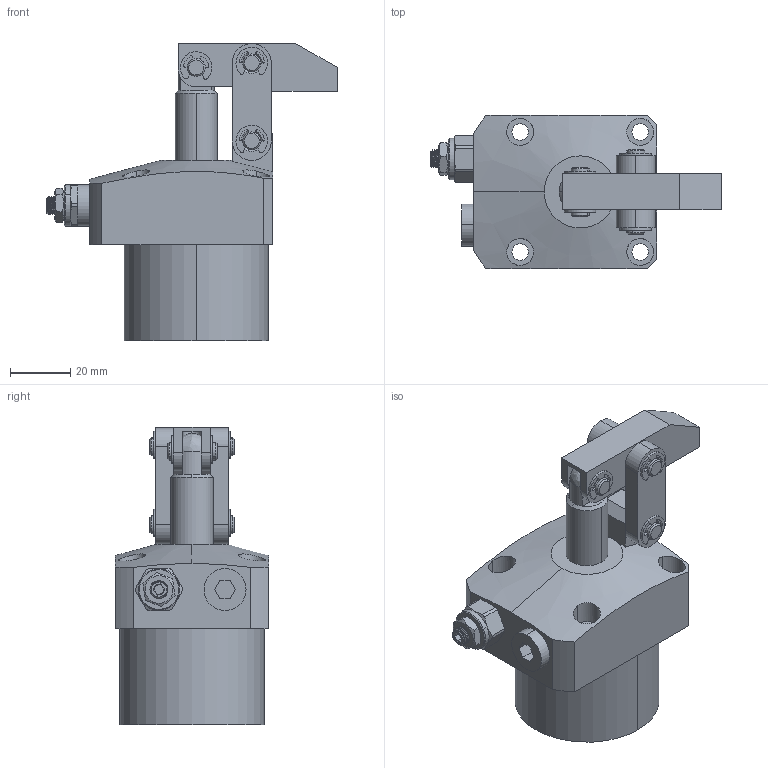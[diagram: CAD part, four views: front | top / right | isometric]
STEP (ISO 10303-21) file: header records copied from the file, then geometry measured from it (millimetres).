
FILE_DESCRIPTION (( 'STEP AP214' ), '1' );
FILE_NAME ('CLKA-048C油压杠杆缸三维图.STEP', '2021-04-16T06:51:09', ( 'PC' ), ( '' ), 'SwSTEP 2.0', 'SolidWorks 2016', '' );
FILE_SCHEMA (( 'AUTOMOTIVE_DESIGN' ));
Length unit declared in the file: millimetre
Products named in the file (10): CLKA-048G掛极; CZL10覃厒概22; 囀鞠褒黑芛郔陔1-8_2; 048活塞杆_1_1; 32GÏú2_2_1_2_1; 32GÏú1_2_1_2_1; 32G开口挡圈1_2_1_2_1; 32Gﾁｬｸﾋ_2_1_2_1; ﾑｹｱﾛ_3_1; CLKA-048C油压杠杆缸三维图
Assembly tree (16 placements, depth 2):
  CLKA-048C油压杠杆缸三维图
    ﾑｹｱﾛ_3_1
    32Gﾁｬｸﾋ_2_1_2_1  x2
    32G开口挡圈1_2_1_2_1  x6
    32GÏú1_2_1_2_1
    32GÏú2_2_1_2_1  x2
    048活塞杆_1_1
    囀鞠褒黑芛郔陔1-8_2
    CZL10覃厒概22
    CLKA-048G掛极
Bounding box: 96.8 x 51 x 99 mm (x, y, z)
Volume: 135552.2 mm3; surface area: 40699.3 mm2
Topology: 18 solids, 18 shells, 522 faces, 1306 edges, 843 vertices
Faces by surface type: cylinder 259, plane 166, cone 81, bspline 10, torus 6
Entity records: 14835 total; most frequent: CARTESIAN_POINT 5703, DIRECTION 1862, ORIENTED_EDGE 1800, EDGE_CURVE 900, AXIS2_PLACEMENT_3D 736, VERTEX_POINT 579, EDGE_LOOP 425, VECTOR 390
